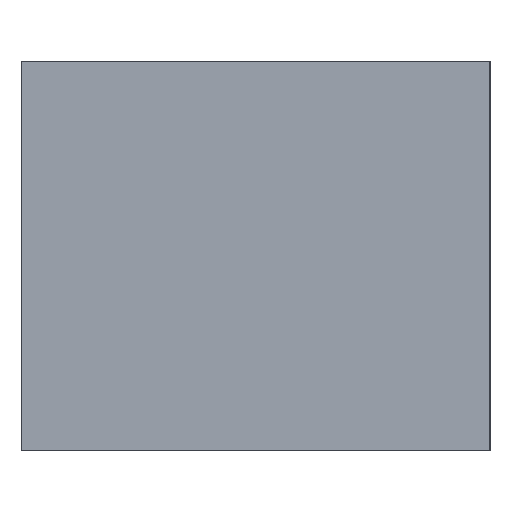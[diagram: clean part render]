
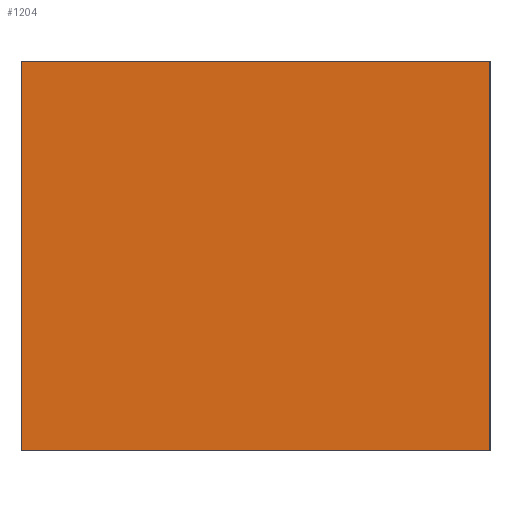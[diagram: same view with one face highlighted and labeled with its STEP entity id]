
A CAD part, left-side view. The second image highlights one B-rep face of the part: STEP entity #1204.
In plain terms, the highlighted planar face has unit normal (-1, 0, 0).
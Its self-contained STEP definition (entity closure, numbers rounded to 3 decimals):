
#4 = CARTESIAN_POINT ( 'NONE',  ( -2., 0., 0. ) ) ;
#120 = ORIENTED_EDGE ( 'NONE', *, *, #1682, .F. ) ;
#138 = ORIENTED_EDGE ( 'NONE', *, *, #920, .T. ) ;
#149 = DIRECTION ( 'NONE',  ( 0., 0., -1. ) ) ;
#163 = VECTOR ( 'NONE', #149, 1000. ) ;
#183 = CARTESIAN_POINT ( 'NONE',  ( -2., -6., 0. ) ) ;
#186 = CARTESIAN_POINT ( 'NONE',  ( -2., 18., 0. ) ) ;
#211 = DIRECTION ( 'NONE',  ( 0., 1., 0. ) ) ;
#352 = PLANE ( 'NONE',  #469 ) ;
#404 = VERTEX_POINT ( 'NONE', #183 ) ;
#469 = AXIS2_PLACEMENT_3D ( 'NONE', #4, #1656, #2041 ) ;
#488 = VERTEX_POINT ( 'NONE', #612 ) ;
#612 = CARTESIAN_POINT ( 'NONE',  ( -2., -6., 20. ) ) ;
#798 = VERTEX_POINT ( 'NONE', #1764 ) ;
#839 = ORIENTED_EDGE ( 'NONE', *, *, #1339, .T. ) ;
#920 = EDGE_CURVE ( 'NONE', #1439, #404, #2310, .T. ) ;
#1041 = LINE ( 'NONE', #1502, #1153 ) ;
#1131 = VECTOR ( 'NONE', #1653, 1000. ) ;
#1153 = VECTOR ( 'NONE', #211, 1000. ) ;
#1189 = FACE_OUTER_BOUND ( 'NONE', #1922, .T. ) ;
#1204 = ADVANCED_FACE ( 'NONE', ( #1189 ), #352, .T. ) ;
#1239 = LINE ( 'NONE', #1455, #1131 ) ;
#1243 = DIRECTION ( 'NONE',  ( 0., -1., 0. ) ) ;
#1276 = VECTOR ( 'NONE', #1243, 1000. ) ;
#1339 = EDGE_CURVE ( 'NONE', #488, #798, #1041, .T. ) ;
#1439 = VERTEX_POINT ( 'NONE', #2097 ) ;
#1455 = CARTESIAN_POINT ( 'NONE',  ( -2., 18., 0. ) ) ;
#1487 = ORIENTED_EDGE ( 'NONE', *, *, #1983, .T. ) ;
#1502 = CARTESIAN_POINT ( 'NONE',  ( -2., 18., 20. ) ) ;
#1653 = DIRECTION ( 'NONE',  ( 0., 0., -1. ) ) ;
#1656 = DIRECTION ( 'NONE',  ( -1., 0., 0. ) ) ;
#1682 = EDGE_CURVE ( 'NONE', #488, #404, #1989, .T. ) ;
#1764 = CARTESIAN_POINT ( 'NONE',  ( -2., 18., 20. ) ) ;
#1922 = EDGE_LOOP ( 'NONE', ( #138, #120, #839, #1487 ) ) ;
#1964 = CARTESIAN_POINT ( 'NONE',  ( -2., -6., 20. ) ) ;
#1983 = EDGE_CURVE ( 'NONE', #798, #1439, #1239, .T. ) ;
#1989 = LINE ( 'NONE', #1964, #163 ) ;
#2041 = DIRECTION ( 'NONE',  ( 0., 0., 1. ) ) ;
#2097 = CARTESIAN_POINT ( 'NONE',  ( -2., 18., 0. ) ) ;
#2310 = LINE ( 'NONE', #186, #1276 ) ;
